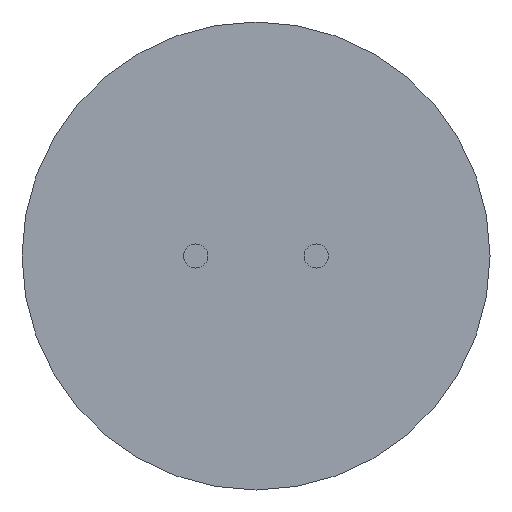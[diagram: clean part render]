
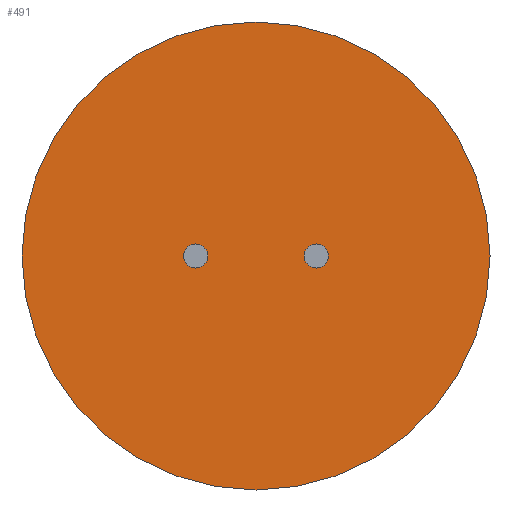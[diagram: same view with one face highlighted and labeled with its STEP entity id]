
A CAD part, front view. The second image highlights one B-rep face of the part: STEP entity #491.
In plain terms, the highlighted planar face has unit normal (0, -1, 0).
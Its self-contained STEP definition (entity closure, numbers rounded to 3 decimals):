
#8 = ORIENTED_EDGE ( 'NONE', *, *, #195, .F. ) ;
#29 = DIRECTION ( 'NONE',  ( 0., 1., 0. ) ) ;
#32 = CARTESIAN_POINT ( 'NONE',  ( 0., 0., 0. ) ) ;
#42 = VERTEX_POINT ( 'NONE', #179 ) ;
#46 = AXIS2_PLACEMENT_3D ( 'NONE', #32, #29, #381 ) ;
#59 = ORIENTED_EDGE ( 'NONE', *, *, #85, .F. ) ;
#85 = EDGE_CURVE ( 'NONE', #42, #394, #373, .T. ) ;
#89 = CIRCLE ( 'NONE', #46, 4.85 ) ;
#94 = DIRECTION ( 'NONE',  ( 0., 0., 1. ) ) ;
#114 = DIRECTION ( 'NONE',  ( 0., 0., 1. ) ) ;
#116 = AXIS2_PLACEMENT_3D ( 'NONE', #418, #239, #165 ) ;
#133 = CARTESIAN_POINT ( 'NONE',  ( -1.25, 0., 0. ) ) ;
#139 = FACE_BOUND ( 'NONE', #243, .T. ) ;
#163 = CIRCLE ( 'NONE', #318, 0.25 ) ;
#165 = DIRECTION ( 'NONE',  ( 0., 0., 1. ) ) ;
#173 = EDGE_CURVE ( 'NONE', #340, #479, #406, .T. ) ;
#179 = CARTESIAN_POINT ( 'NONE',  ( 0., 0., 4.85 ) ) ;
#181 = CARTESIAN_POINT ( 'NONE',  ( 0., 0., 0. ) ) ;
#195 = EDGE_CURVE ( 'NONE', #394, #42, #89, .T. ) ;
#221 = DIRECTION ( 'NONE',  ( 0., 0., 1. ) ) ;
#222 = VERTEX_POINT ( 'NONE', #390 ) ;
#224 = AXIS2_PLACEMENT_3D ( 'NONE', #293, #251, #114 ) ;
#228 = FACE_OUTER_BOUND ( 'NONE', #511, .T. ) ;
#239 = DIRECTION ( 'NONE',  ( 0., -1., 0. ) ) ;
#240 = CARTESIAN_POINT ( 'NONE',  ( 0., 0., -4.85 ) ) ;
#243 = EDGE_LOOP ( 'NONE', ( #458, #535 ) ) ;
#249 = ORIENTED_EDGE ( 'NONE', *, *, #339, .F. ) ;
#251 = DIRECTION ( 'NONE',  ( 0., -1., 0. ) ) ;
#272 = CIRCLE ( 'NONE', #337, 0.25 ) ;
#280 = AXIS2_PLACEMENT_3D ( 'NONE', #181, #389, #94 ) ;
#293 = CARTESIAN_POINT ( 'NONE',  ( 1.25, 0., 0. ) ) ;
#298 = CIRCLE ( 'NONE', #224, 0.25 ) ;
#300 = DIRECTION ( 'NONE',  ( 0., 0., 1. ) ) ;
#303 = EDGE_LOOP ( 'NONE', ( #345, #249 ) ) ;
#307 = DIRECTION ( 'NONE',  ( 0., -1., 0. ) ) ;
#318 = AXIS2_PLACEMENT_3D ( 'NONE', #326, #427, #300 ) ;
#323 = DIRECTION ( 'NONE',  ( 0., 0., 1. ) ) ;
#326 = CARTESIAN_POINT ( 'NONE',  ( -1.25, 0., 0. ) ) ;
#333 = CARTESIAN_POINT ( 'NONE',  ( -1.25, 0., -0.25 ) ) ;
#337 = AXIS2_PLACEMENT_3D ( 'NONE', #133, #307, #221 ) ;
#339 = EDGE_CURVE ( 'NONE', #388, #222, #163, .T. ) ;
#340 = VERTEX_POINT ( 'NONE', #493 ) ;
#345 = ORIENTED_EDGE ( 'NONE', *, *, #513, .F. ) ;
#350 = CARTESIAN_POINT ( 'NONE',  ( 1.25, 0., 0.25 ) ) ;
#361 = DIRECTION ( 'NONE',  ( 0., 1., 0. ) ) ;
#370 = EDGE_CURVE ( 'NONE', #479, #340, #298, .T. ) ;
#373 = CIRCLE ( 'NONE', #480, 4.85 ) ;
#381 = DIRECTION ( 'NONE',  ( 0., 0., 1. ) ) ;
#388 = VERTEX_POINT ( 'NONE', #333 ) ;
#389 = DIRECTION ( 'NONE',  ( 0., 1., 0. ) ) ;
#390 = CARTESIAN_POINT ( 'NONE',  ( -1.25, 0., 0.25 ) ) ;
#394 = VERTEX_POINT ( 'NONE', #240 ) ;
#406 = CIRCLE ( 'NONE', #116, 0.25 ) ;
#418 = CARTESIAN_POINT ( 'NONE',  ( 1.25, 0., 0. ) ) ;
#427 = DIRECTION ( 'NONE',  ( 0., -1., 0. ) ) ;
#437 = FACE_BOUND ( 'NONE', #303, .T. ) ;
#458 = ORIENTED_EDGE ( 'NONE', *, *, #370, .F. ) ;
#479 = VERTEX_POINT ( 'NONE', #350 ) ;
#480 = AXIS2_PLACEMENT_3D ( 'NONE', #524, #361, #323 ) ;
#491 = ADVANCED_FACE ( 'NONE', ( #139, #437, #228 ), #510, .F. ) ;
#493 = CARTESIAN_POINT ( 'NONE',  ( 1.25, 0., -0.25 ) ) ;
#510 = PLANE ( 'NONE',  #280 ) ;
#511 = EDGE_LOOP ( 'NONE', ( #8, #59 ) ) ;
#513 = EDGE_CURVE ( 'NONE', #222, #388, #272, .T. ) ;
#524 = CARTESIAN_POINT ( 'NONE',  ( 0., 0., 0. ) ) ;
#535 = ORIENTED_EDGE ( 'NONE', *, *, #173, .F. ) ;
